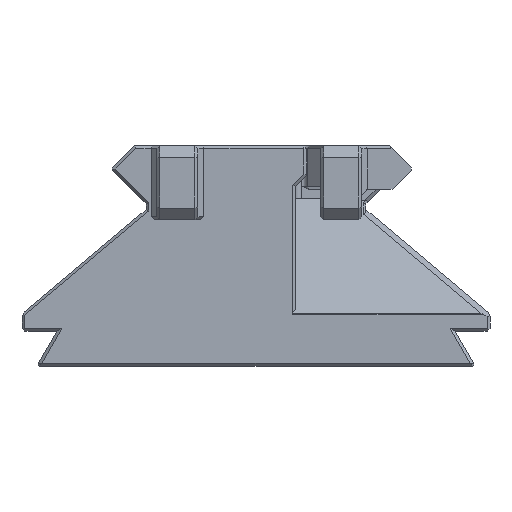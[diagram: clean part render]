
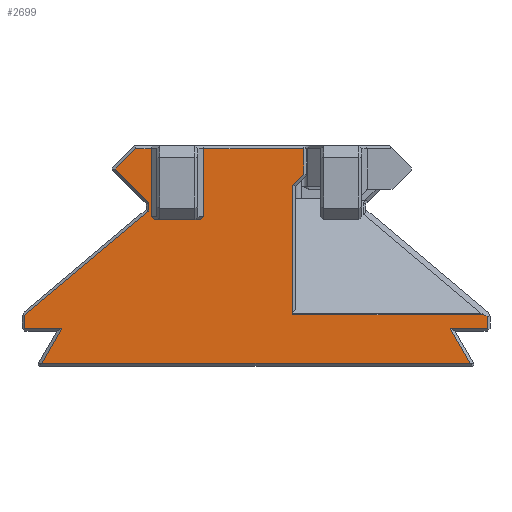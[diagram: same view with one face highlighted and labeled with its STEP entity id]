
A CAD part, front view. The second image highlights one B-rep face of the part: STEP entity #2699.
In plain terms, the highlighted planar face has unit normal (0, -1, 0).
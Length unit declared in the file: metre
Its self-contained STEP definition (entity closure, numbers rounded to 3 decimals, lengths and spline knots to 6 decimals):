
#38=ORIENTED_EDGE('',*,*,#832,.T.);
#39=ORIENTED_EDGE('',*,*,#833,.T.);
#40=ORIENTED_EDGE('',*,*,#834,.T.);
#41=ORIENTED_EDGE('',*,*,#835,.T.);
#42=ORIENTED_EDGE('',*,*,#836,.T.);
#43=ORIENTED_EDGE('',*,*,#837,.T.);
#44=ORIENTED_EDGE('',*,*,#838,.T.);
#45=ORIENTED_EDGE('',*,*,#839,.T.);
#46=ORIENTED_EDGE('',*,*,#840,.T.);
#47=ORIENTED_EDGE('',*,*,#841,.T.);
#48=ORIENTED_EDGE('',*,*,#842,.T.);
#49=ORIENTED_EDGE('',*,*,#843,.T.);
#50=ORIENTED_EDGE('',*,*,#844,.T.);
#51=ORIENTED_EDGE('',*,*,#845,.T.);
#52=ORIENTED_EDGE('',*,*,#846,.T.);
#53=ORIENTED_EDGE('',*,*,#847,.F.);
#54=ORIENTED_EDGE('',*,*,#848,.T.);
#55=ORIENTED_EDGE('',*,*,#849,.T.);
#56=ORIENTED_EDGE('',*,*,#850,.T.);
#57=ORIENTED_EDGE('',*,*,#851,.T.);
#58=ORIENTED_EDGE('',*,*,#852,.T.);
#59=ORIENTED_EDGE('',*,*,#853,.T.);
#60=ORIENTED_EDGE('',*,*,#854,.T.);
#832=EDGE_CURVE('',#1229,#1230,#1470,.T.);
#833=EDGE_CURVE('',#1230,#1231,#1471,.T.);
#834=EDGE_CURVE('',#1231,#1232,#1472,.T.);
#835=EDGE_CURVE('',#1232,#1233,#1473,.T.);
#836=EDGE_CURVE('',#1233,#1234,#1474,.T.);
#837=EDGE_CURVE('',#1234,#1235,#1475,.T.);
#838=EDGE_CURVE('',#1235,#1236,#1476,.T.);
#839=EDGE_CURVE('',#1236,#1237,#1477,.T.);
#840=EDGE_CURVE('',#1237,#1238,#1478,.T.);
#841=EDGE_CURVE('',#1238,#1239,#1479,.T.);
#842=EDGE_CURVE('',#1239,#1240,#1480,.T.);
#843=EDGE_CURVE('',#1240,#1241,#1481,.T.);
#844=EDGE_CURVE('',#1241,#1242,#1482,.T.);
#845=EDGE_CURVE('',#1242,#1243,#1483,.T.);
#846=EDGE_CURVE('',#1243,#1244,#1484,.T.);
#847=EDGE_CURVE('',#1245,#1244,#1485,.T.);
#848=EDGE_CURVE('',#1245,#1246,#1486,.F.);
#849=EDGE_CURVE('',#1246,#1247,#1487,.T.);
#850=EDGE_CURVE('',#1247,#1248,#1488,.T.);
#851=EDGE_CURVE('',#1248,#1249,#1489,.T.);
#852=EDGE_CURVE('',#1249,#1250,#1490,.T.);
#853=EDGE_CURVE('',#1250,#1251,#1491,.T.);
#854=EDGE_CURVE('',#1251,#1229,#1492,.T.);
#1229=VERTEX_POINT('',#3776);
#1230=VERTEX_POINT('',#3777);
#1231=VERTEX_POINT('',#3779);
#1232=VERTEX_POINT('',#3781);
#1233=VERTEX_POINT('',#3783);
#1234=VERTEX_POINT('',#3785);
#1235=VERTEX_POINT('',#3787);
#1236=VERTEX_POINT('',#3789);
#1237=VERTEX_POINT('',#3791);
#1238=VERTEX_POINT('',#3793);
#1239=VERTEX_POINT('',#3795);
#1240=VERTEX_POINT('',#3797);
#1241=VERTEX_POINT('',#3799);
#1242=VERTEX_POINT('',#3801);
#1243=VERTEX_POINT('',#3803);
#1244=VERTEX_POINT('',#3805);
#1245=VERTEX_POINT('',#3807);
#1246=VERTEX_POINT('',#3809);
#1247=VERTEX_POINT('',#3811);
#1248=VERTEX_POINT('',#3813);
#1249=VERTEX_POINT('',#3815);
#1250=VERTEX_POINT('',#3817);
#1251=VERTEX_POINT('',#3819);
#1470=LINE('',#3775,#1853);
#1471=LINE('',#3778,#1854);
#1472=LINE('',#3780,#1855);
#1473=LINE('',#3782,#1856);
#1474=LINE('',#3784,#1857);
#1475=LINE('',#3786,#1858);
#1476=LINE('',#3788,#1859);
#1477=LINE('',#3790,#1860);
#1478=LINE('',#3792,#1861);
#1479=LINE('',#3794,#1862);
#1480=LINE('',#3796,#1863);
#1481=LINE('',#3798,#1864);
#1482=LINE('',#3800,#1865);
#1483=LINE('',#3802,#1866);
#1484=LINE('',#3804,#1867);
#1485=LINE('',#3806,#1868);
#1486=LINE('',#3808,#1869);
#1487=LINE('',#3810,#1870);
#1488=LINE('',#3812,#1871);
#1489=LINE('',#3814,#1872);
#1490=LINE('',#3816,#1873);
#1491=LINE('',#3818,#1874);
#1492=LINE('',#3820,#1875);
#1853=VECTOR('',#3049,1.);
#1854=VECTOR('',#3050,1.);
#1855=VECTOR('',#3051,1.);
#1856=VECTOR('',#3052,1.);
#1857=VECTOR('',#3053,1.);
#1858=VECTOR('',#3054,1.);
#1859=VECTOR('',#3055,1.);
#1860=VECTOR('',#3056,1.);
#1861=VECTOR('',#3057,1.);
#1862=VECTOR('',#3058,1.);
#1863=VECTOR('',#3059,1.);
#1864=VECTOR('',#3060,1.);
#1865=VECTOR('',#3061,1.);
#1866=VECTOR('',#3062,1.);
#1867=VECTOR('',#3063,1.);
#1868=VECTOR('',#3064,1.);
#1869=VECTOR('',#3065,1.);
#1870=VECTOR('',#3066,1.);
#1871=VECTOR('',#3067,1.);
#1872=VECTOR('',#3068,1.);
#1873=VECTOR('',#3069,1.);
#1874=VECTOR('',#3070,1.);
#1875=VECTOR('',#3071,1.);
#2233=EDGE_LOOP('',(#38,#39,#40,#41,#42,#43,#44,#45,#46,#47,#48,#49,#50,
#51,#52,#53,#54,#55,#56,#57,#58,#59,#60));
#2391=FACE_BOUND('',#2233,.T.);
#2549=PLANE('',#2870);
#2699=ADVANCED_FACE('',(#2391),#2549,.T.);
#2870=AXIS2_PLACEMENT_3D('',#3774,#3047,#3048);
#3047=DIRECTION('',(0.,-1.,0.));
#3048=DIRECTION('',(1.,0.,0.));
#3049=DIRECTION('',(0.,0.,-1.));
#3050=DIRECTION('',(1.,0.,0.));
#3051=DIRECTION('',(-0.5,0.,-0.866));
#3052=DIRECTION('',(1.,0.,0.));
#3053=DIRECTION('',(-0.5,0.,0.866));
#3054=DIRECTION('',(1.,0.,0.));
#3055=DIRECTION('',(0.,0.,1.));
#3056=DIRECTION('',(-0.899,0.,0.439));
#3057=DIRECTION('',(-1.,0.,0.));
#3058=DIRECTION('',(0.,0.,1.));
#3059=DIRECTION('',(0.707,0.,0.707));
#3060=DIRECTION('',(0.,0.,1.));
#3061=DIRECTION('',(-1.,0.,0.));
#3062=DIRECTION('',(0.,0.,-1.));
#3063=DIRECTION('',(-0.816,0.,-0.577));
#3064=DIRECTION('',(1.,0.,0.));
#3065=DIRECTION('',(0.816,0.,-0.577));
#3066=DIRECTION('',(0.,0.,1.));
#3067=DIRECTION('',(-1.,0.,0.));
#3068=DIRECTION('',(-0.707,0.,-0.707));
#3069=DIRECTION('',(0.707,0.,-0.707));
#3070=DIRECTION('',(0.,0.,-1.));
#3071=DIRECTION('',(-0.766,0.,-0.643));
#3774=CARTESIAN_POINT('',(-0.007201,-0.06,-0.001219));
#3775=CARTESIAN_POINT('',(-0.0395,-0.06,-0.039789));
#3776=CARTESIAN_POINT('',(-0.0395,-0.06,-0.020022));
#3777=CARTESIAN_POINT('',(-0.0395,-0.06,-0.022289));
#3778=CARTESIAN_POINT('',(-0.034036,-0.06,-0.022289));
#3779=CARTESIAN_POINT('',(-0.03317,-0.06,-0.022289));
#3780=CARTESIAN_POINT('',(-0.037067,-0.06,-0.029039));
#3781=CARTESIAN_POINT('',(-0.036634,-0.06,-0.028289));
#3782=CARTESIAN_POINT('',(-0.007201,-0.06,-0.028289));
#3783=CARTESIAN_POINT('',(0.036634,-0.06,-0.028289));
#3784=CARTESIAN_POINT('',(0.013954,-0.06,0.010995));
#3785=CARTESIAN_POINT('',(0.03317,-0.06,-0.022289));
#3786=CARTESIAN_POINT('',(0.0395,-0.06,-0.022289));
#3787=CARTESIAN_POINT('',(0.0395,-0.06,-0.022289));
#3788=CARTESIAN_POINT('',(0.0395,-0.06,-0.001219));
#3789=CARTESIAN_POINT('',(0.0395,-0.06,-0.020234));
#3790=CARTESIAN_POINT('',(-0.005705,-0.06,0.001845));
#3791=CARTESIAN_POINT('',(0.038898,-0.06,-0.01994));
#3792=CARTESIAN_POINT('',(-0.007201,-0.06,-0.01994));
#3793=CARTESIAN_POINT('',(0.00625,-0.06,-0.01994));
#3794=CARTESIAN_POINT('',(0.00625,-0.06,0.00195));
#3795=CARTESIAN_POINT('',(0.00625,-0.06,0.002157));
#3796=CARTESIAN_POINT('',(0.008296,-0.06,0.004203));
#3797=CARTESIAN_POINT('',(0.00815,-0.06,0.004057));
#3798=CARTESIAN_POINT('',(0.00815,-0.06,-0.001219));
#3799=CARTESIAN_POINT('',(0.00815,-0.06,0.00845));
#3800=CARTESIAN_POINT('',(-0.009636,-0.06,0.00845));
#3801=CARTESIAN_POINT('',(-0.008928,-0.06,0.00845));
#3802=CARTESIAN_POINT('',(-0.008928,-0.06,-0.001219));
#3803=CARTESIAN_POINT('',(-0.008928,-0.06,-0.00325));
#3804=CARTESIAN_POINT('',(-0.013733,-0.06,-0.006648));
#3805=CARTESIAN_POINT('',(-0.009636,-0.06,-0.00375));
#3806=CARTESIAN_POINT('',(-0.016928,-0.06,-0.00375));
#3807=CARTESIAN_POINT('',(-0.017221,-0.06,-0.00375));
#3808=CARTESIAN_POINT('',(-0.015457,-0.06,-0.004998));
#3809=CARTESIAN_POINT('',(-0.017928,-0.06,-0.00325));
#3810=CARTESIAN_POINT('',(-0.017928,-0.06,0.00895));
#3811=CARTESIAN_POINT('',(-0.017928,-0.06,0.00845));
#3812=CARTESIAN_POINT('',(-0.02075,-0.06,0.00845));
#3813=CARTESIAN_POINT('',(-0.020543,-0.06,0.00845));
#3814=CARTESIAN_POINT('',(-0.018706,-0.06,0.010286));
#3815=CARTESIAN_POINT('',(-0.024043,-0.06,0.00495));
#3816=CARTESIAN_POINT('',(-0.012538,-0.06,-0.006555));
#3817=CARTESIAN_POINT('',(-0.0183,-0.06,-0.000793));
#3818=CARTESIAN_POINT('',(-0.0183,-0.06,-0.002));
#3819=CARTESIAN_POINT('',(-0.0183,-0.06,-0.002233));
#3820=CARTESIAN_POINT('',(-0.039679,-0.06,-0.020172));
